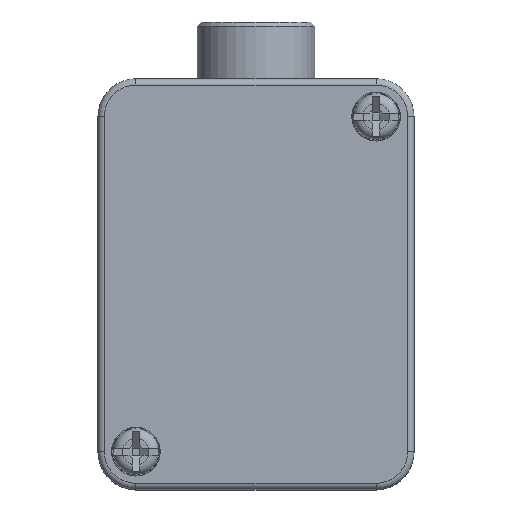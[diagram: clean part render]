
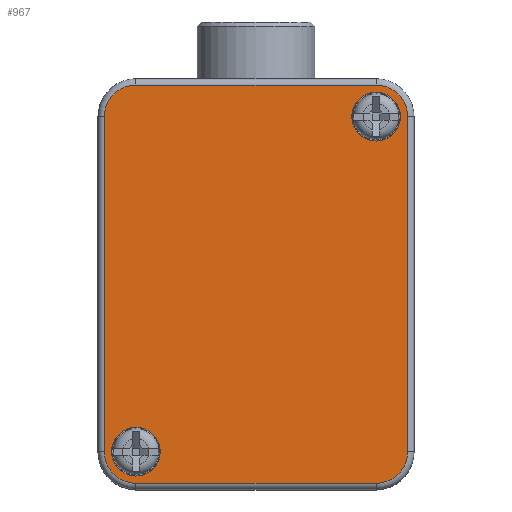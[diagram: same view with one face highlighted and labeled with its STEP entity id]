
A CAD part, top view. The second image highlights one B-rep face of the part: STEP entity #967.
In plain terms, the highlighted planar face has unit normal (0, 0, 1).
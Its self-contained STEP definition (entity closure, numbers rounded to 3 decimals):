
#967 = ADVANCED_FACE( '', ( #2037, #2038, #2039 ), #2040, .F. );
#2037 = FACE_BOUND( '', #3173, .T. );
#2038 = FACE_BOUND( '', #3174, .T. );
#2039 = FACE_OUTER_BOUND( '', #3175, .T. );
#2040 = PLANE( '', #3176 );
#3173 = EDGE_LOOP( '', ( #5635 ) );
#3174 = EDGE_LOOP( '', ( #5636 ) );
#3175 = EDGE_LOOP( '', ( #5637, #5638, #5639, #5640, #5641, #5642, #5643, #5644 ) );
#3176 = AXIS2_PLACEMENT_3D( '', #5645, #5646, #5647 );
#5635 = ORIENTED_EDGE( '', *, *, #6352, .F. );
#5636 = ORIENTED_EDGE( '', *, *, #7210, .F. );
#5637 = ORIENTED_EDGE( '', *, *, #6853, .T. );
#5638 = ORIENTED_EDGE( '', *, *, #7109, .F. );
#5639 = ORIENTED_EDGE( '', *, *, #7347, .T. );
#5640 = ORIENTED_EDGE( '', *, *, #7359, .T. );
#5641 = ORIENTED_EDGE( '', *, *, #6995, .F. );
#5642 = ORIENTED_EDGE( '', *, *, #7342, .T. );
#5643 = ORIENTED_EDGE( '', *, *, #7001, .F. );
#5644 = ORIENTED_EDGE( '', *, *, #7140, .F. );
#5645 = CARTESIAN_POINT( '', ( -24., 26.5, 10. ) );
#5646 = DIRECTION( '', ( 0., 0., -1. ) );
#5647 = DIRECTION( '', ( -1., 0., 0. ) );
#6352 = EDGE_CURVE( '', #7481, #7481, #7482, .T. );
#6853 = EDGE_CURVE( '', #8322, #8323, #8324, .T. );
#6995 = EDGE_CURVE( '', #8535, #8537, #8538, .T. );
#7001 = EDGE_CURVE( '', #8543, #8545, #8546, .T. );
#7109 = EDGE_CURVE( '', #8698, #8323, #8700, .T. );
#7140 = EDGE_CURVE( '', #8322, #8543, #8745, .T. );
#7210 = EDGE_CURVE( '', #8836, #8836, #8837, .T. );
#7342 = EDGE_CURVE( '', #8535, #8545, #9008, .T. );
#7347 = EDGE_CURVE( '', #8698, #9013, #9014, .T. );
#7359 = EDGE_CURVE( '', #9013, #8537, #9028, .T. );
#7481 = VERTEX_POINT( '', #9158 );
#7482 = CIRCLE( '', #9159, 3.852 );
#8322 = VERTEX_POINT( '', #10296 );
#8323 = VERTEX_POINT( '', #10297 );
#8324 = CIRCLE( '', #10298, 5. );
#8535 = VERTEX_POINT( '', #10589 );
#8537 = VERTEX_POINT( '', #10591 );
#8538 = CIRCLE( '', #10592, 5. );
#8543 = VERTEX_POINT( '', #10598 );
#8545 = VERTEX_POINT( '', #10600 );
#8546 = CIRCLE( '', #10601, 5. );
#8698 = VERTEX_POINT( '', #10815 );
#8700 = LINE( '', #10817, #10818 );
#8745 = LINE( '', #10879, #10880 );
#8836 = VERTEX_POINT( '', #11009 );
#8837 = CIRCLE( '', #11010, 3.852 );
#9008 = LINE( '', #11252, #11253 );
#9013 = VERTEX_POINT( '', #11258 );
#9014 = CIRCLE( '', #11259, 5. );
#9028 = LINE( '', #11285, #11286 );
#9158 = CARTESIAN_POINT( '', ( -15.148, -26.5, 10. ) );
#9159 = AXIS2_PLACEMENT_3D( '', #11450, #11451, #11452 );
#10296 = CARTESIAN_POINT( '', ( 19., -31.5, 10. ) );
#10297 = CARTESIAN_POINT( '', ( 24., -26.5, 10. ) );
#10298 = AXIS2_PLACEMENT_3D( '', #12136, #12137, #12138 );
#10589 = CARTESIAN_POINT( '', ( -24., 26.5, 10. ) );
#10591 = CARTESIAN_POINT( '', ( -19., 31.5, 10. ) );
#10592 = AXIS2_PLACEMENT_3D( '', #12314, #12315, #12316 );
#10598 = CARTESIAN_POINT( '', ( -19., -31.5, 10. ) );
#10600 = CARTESIAN_POINT( '', ( -24., -26.5, 10. ) );
#10601 = AXIS2_PLACEMENT_3D( '', #12324, #12325, #12326 );
#10815 = CARTESIAN_POINT( '', ( 24., 26.5, 10. ) );
#10817 = CARTESIAN_POINT( '', ( 24., 26.5, 10. ) );
#10818 = VECTOR( '', #12448, 1000. );
#10879 = CARTESIAN_POINT( '', ( 19., -31.5, 10. ) );
#10880 = VECTOR( '', #12474, 1000. );
#11009 = CARTESIAN_POINT( '', ( 22.852, 26.5, 10. ) );
#11010 = AXIS2_PLACEMENT_3D( '', #12573, #12574, #12575 );
#11252 = CARTESIAN_POINT( '', ( -24., 26.5, 10. ) );
#11253 = VECTOR( '', #12709, 1000. );
#11258 = CARTESIAN_POINT( '', ( 19., 31.5, 10. ) );
#11259 = AXIS2_PLACEMENT_3D( '', #12713, #12714, #12715 );
#11285 = CARTESIAN_POINT( '', ( 19., 31.5, 10. ) );
#11286 = VECTOR( '', #12725, 1000. );
#11450 = CARTESIAN_POINT( '', ( -19., -26.5, 10. ) );
#11451 = DIRECTION( '', ( 0., 0., 1. ) );
#11452 = DIRECTION( '', ( 1., 0., 0. ) );
#12136 = CARTESIAN_POINT( '', ( 19., -26.5, 10. ) );
#12137 = DIRECTION( '', ( 0., 0., 1. ) );
#12138 = DIRECTION( '', ( 1., 0., 0. ) );
#12314 = CARTESIAN_POINT( '', ( -19., 26.5, 10. ) );
#12315 = DIRECTION( '', ( 0., 0., -1. ) );
#12316 = DIRECTION( '', ( -1., 0., 0. ) );
#12324 = CARTESIAN_POINT( '', ( -19., -26.5, 10. ) );
#12325 = DIRECTION( '', ( 0., 0., -1. ) );
#12326 = DIRECTION( '', ( -1., 0., 0. ) );
#12448 = DIRECTION( '', ( 0., -1., 0. ) );
#12474 = DIRECTION( '', ( -1., 0., 0. ) );
#12573 = CARTESIAN_POINT( '', ( 19., 26.5, 10. ) );
#12574 = DIRECTION( '', ( 0., 0., 1. ) );
#12575 = DIRECTION( '', ( 1., 0., 0. ) );
#12709 = DIRECTION( '', ( 0., -1., 0. ) );
#12713 = CARTESIAN_POINT( '', ( 19., 26.5, 10. ) );
#12714 = DIRECTION( '', ( 0., 0., 1. ) );
#12715 = DIRECTION( '', ( 1., 0., 0. ) );
#12725 = DIRECTION( '', ( -1., 0., 0. ) );
